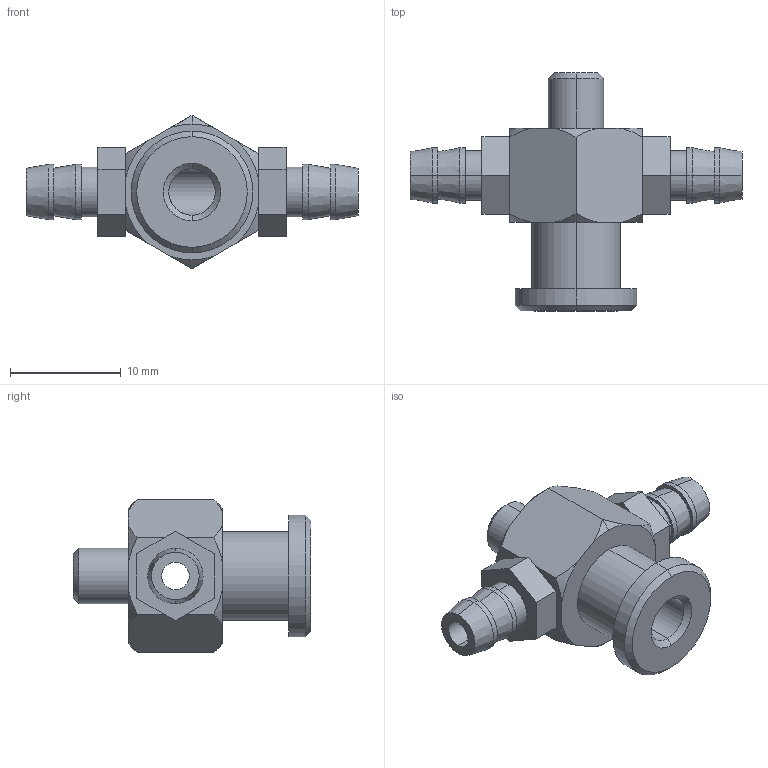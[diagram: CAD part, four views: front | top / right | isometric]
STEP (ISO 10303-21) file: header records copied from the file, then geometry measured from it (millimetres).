
FILE_DESCRIPTION (( 'STEP AP203' ), '1' );
FILE_NAME ('DL1-YSKM5-11.STEP', '2018-06-04T05:22:33', ( '' ), ( '' ), 'SwSTEP 2.0', 'SolidWorks 2014', '' );
FILE_SCHEMA (( 'CONFIG_CONTROL_DESIGN' ));
Length unit declared in the file: millimetre
Products named in the file (3): M5鞠瘍苤脣郋; DL1-YSKM5-11; DL1-YSKM5-11-010
Assembly tree (3 placements, depth 2):
  DL1-YSKM5-11
    DL1-YSKM5-11-010
    M5鞠瘍苤脣郋  x2
Bounding box: 30 x 21.5 x 13.86 mm (x, y, z)
Volume: 1761.9 mm3; surface area: 1964.7 mm2
Topology: 3 solids, 3 shells, 96 faces, 220 edges, 141 vertices
Faces by surface type: plane 35, cone 31, cylinder 30
Entity records: 2434 total; most frequent: CARTESIAN_POINT 480, DIRECTION 353, ORIENTED_EDGE 328, EDGE_CURVE 164, AXIS2_PLACEMENT_3D 142, VERTEX_POINT 105, EDGE_LOOP 83, FACE_OUTER_BOUND 70
